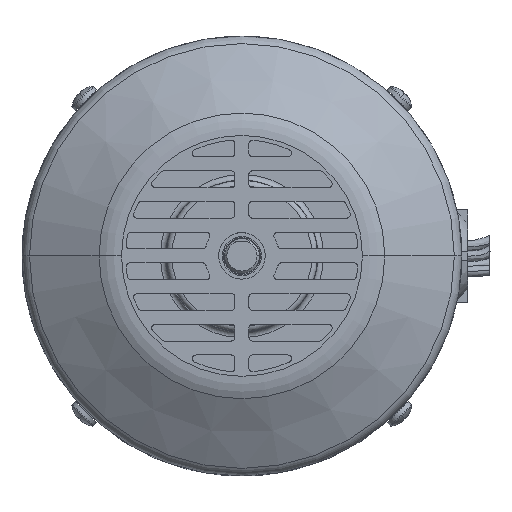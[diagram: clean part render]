
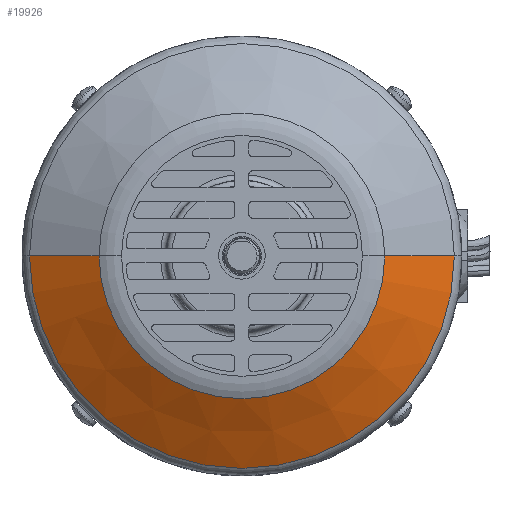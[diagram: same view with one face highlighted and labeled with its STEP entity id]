
A CAD part, top view. The second image highlights one B-rep face of the part: STEP entity #19926.
In plain terms, the highlighted conical face has half-angle 60 degrees and reference radius 57.998 mm.
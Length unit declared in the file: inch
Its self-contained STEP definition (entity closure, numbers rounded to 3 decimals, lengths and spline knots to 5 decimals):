
#2342 = ORIENTED_EDGE ( 'NONE', *, *, #35995, .T. ) ;
#2665 = EDGE_CURVE ( 'NONE', #30876, #35659, #36146, .T. ) ;
#3296 = CONICAL_SURFACE ( 'NONE', #30344, 2.2834, 1.047 ) ;
#4300 = DIRECTION ( 'NONE',  ( -1., 0., 0. ) ) ;
#4472 = CIRCLE ( 'NONE', #10171, 2.2834 ) ;
#8052 = ORIENTED_EDGE ( 'NONE', *, *, #2665, .F. ) ;
#9609 = CIRCLE ( 'NONE', #10777, 1.5359 ) ;
#10171 = AXIS2_PLACEMENT_3D ( 'NONE', #34583, #14962, #37870 ) ;
#10777 = AXIS2_PLACEMENT_3D ( 'NONE', #37084, #17506, #40368 ) ;
#11089 = VECTOR ( 'NONE', #32193, 39.37008 ) ;
#12908 = ORIENTED_EDGE ( 'NONE', *, *, #23938, .F. ) ;
#13815 = EDGE_CURVE ( 'NONE', #35749, #15875, #40596, .T. ) ;
#14962 = DIRECTION ( 'NONE',  ( 0., 0., -1. ) ) ;
#15875 = VERTEX_POINT ( 'NONE', #36506 ) ;
#16970 = DIRECTION ( 'NONE',  ( 0., 0., -1. ) ) ;
#17506 = DIRECTION ( 'NONE',  ( 0., 0., -1. ) ) ;
#17884 = DIRECTION ( 'NONE',  ( -0.866, 0., -0.5 ) ) ;
#19882 = ORIENTED_EDGE ( 'NONE', *, *, #13815, .T. ) ;
#19926 = ADVANCED_FACE ( 'NONE', ( #37812 ), #3296, .T. ) ;
#22480 = CARTESIAN_POINT ( 'NONE',  ( 2.2834, 0., 4.33918 ) ) ;
#22553 = CARTESIAN_POINT ( 'NONE',  ( 2.2834, 0., 4.33918 ) ) ;
#23831 = CARTESIAN_POINT ( 'NONE',  ( 0., 0., 4.33918 ) ) ;
#23938 = EDGE_CURVE ( 'NONE', #35659, #15875, #4472, .T. ) ;
#29392 = CARTESIAN_POINT ( 'NONE',  ( -1.5359, 0., 4.77075 ) ) ;
#29533 = VECTOR ( 'NONE', #17884, 39.37008 ) ;
#30344 = AXIS2_PLACEMENT_3D ( 'NONE', #23831, #16970, #4300 ) ;
#30876 = VERTEX_POINT ( 'NONE', #33776 ) ;
#31468 = EDGE_LOOP ( 'NONE', ( #8052, #2342, #19882, #12908 ) ) ;
#32193 = DIRECTION ( 'NONE',  ( 0.866, 0., -0.5 ) ) ;
#33776 = CARTESIAN_POINT ( 'NONE',  ( 1.5359, 0., 4.77075 ) ) ;
#34583 = CARTESIAN_POINT ( 'NONE',  ( 0., 0., 4.33918 ) ) ;
#35659 = VERTEX_POINT ( 'NONE', #22553 ) ;
#35749 = VERTEX_POINT ( 'NONE', #29392 ) ;
#35995 = EDGE_CURVE ( 'NONE', #30876, #35749, #9609, .T. ) ;
#36146 = LINE ( 'NONE', #22480, #11089 ) ;
#36506 = CARTESIAN_POINT ( 'NONE',  ( -2.2834, 0., 4.33918 ) ) ;
#37084 = CARTESIAN_POINT ( 'NONE',  ( 0., 0., 4.77075 ) ) ;
#37461 = CARTESIAN_POINT ( 'NONE',  ( -2.2834, 0., 4.33918 ) ) ;
#37812 = FACE_OUTER_BOUND ( 'NONE', #31468, .T. ) ;
#37870 = DIRECTION ( 'NONE',  ( -1., 0., 0. ) ) ;
#40368 = DIRECTION ( 'NONE',  ( -1., 0., 0. ) ) ;
#40596 = LINE ( 'NONE', #37461, #29533 ) ;
